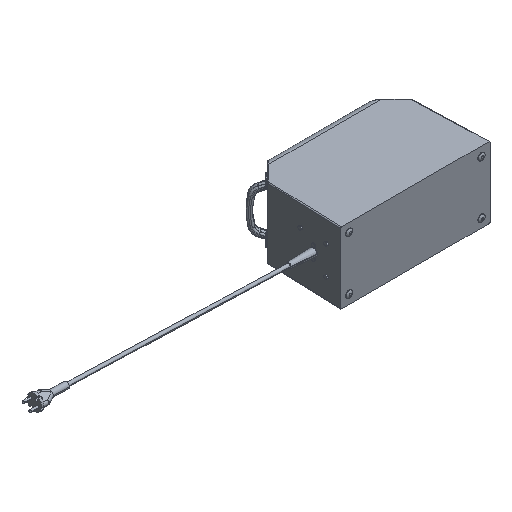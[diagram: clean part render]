
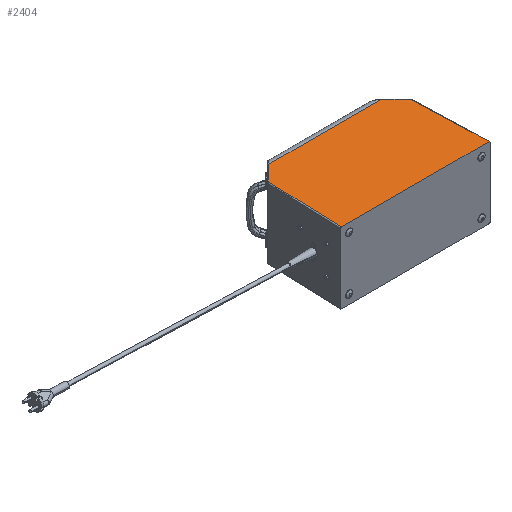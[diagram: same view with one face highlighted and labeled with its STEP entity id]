
A CAD part, isometric view. The second image highlights one B-rep face of the part: STEP entity #2404.
In plain terms, the highlighted planar face has unit normal (0, 0, 1).
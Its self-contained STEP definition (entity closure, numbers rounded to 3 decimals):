
#676 = DIRECTION ( 'NONE',  ( 1., 0., 0. ) ) ;
#728 = VERTEX_POINT ( 'NONE', #26532 ) ;
#1936 = DIRECTION ( 'NONE',  ( -0.035, -0.999, 0. ) ) ;
#2404 = ADVANCED_FACE ( 'NONE', ( #21811 ), #7477, .T. ) ;
#2564 = DIRECTION ( 'NONE',  ( -0.707, -0.707, 0. ) ) ;
#6412 = VERTEX_POINT ( 'NONE', #22215 ) ;
#6842 = CARTESIAN_POINT ( 'NONE',  ( 165.529, 174.143, 82.5 ) ) ;
#7477 = PLANE ( 'NONE',  #17790 ) ;
#8514 = VERTEX_POINT ( 'NONE', #30972 ) ;
#8625 = VECTOR ( 'NONE', #31356, 1000. ) ;
#9297 = LINE ( 'NONE', #29052, #43468 ) ;
#9453 = VERTEX_POINT ( 'NONE', #6842 ) ;
#10703 = VECTOR ( 'NONE', #31573, 1000. ) ;
#10763 = LINE ( 'NONE', #27907, #8625 ) ;
#10965 = DIRECTION ( 'NONE',  ( 1., 0., 0. ) ) ;
#12033 = DIRECTION ( 'NONE',  ( 0.035, -0.999, 0. ) ) ;
#14534 = CARTESIAN_POINT ( 'NONE',  ( 165.529, 174.143, 82.5 ) ) ;
#15307 = EDGE_CURVE ( 'NONE', #8514, #42808, #41527, .T. ) ;
#15442 = CARTESIAN_POINT ( 'NONE',  ( -165.529, 174.143, 82.5 ) ) ;
#17122 = ORIENTED_EDGE ( 'NONE', *, *, #24530, .T. ) ;
#17790 = AXIS2_PLACEMENT_3D ( 'NONE', #21019, #27743, #676 ) ;
#18602 = ORIENTED_EDGE ( 'NONE', *, *, #31319, .F. ) ;
#18615 = ORIENTED_EDGE ( 'NONE', *, *, #22129, .T. ) ;
#21019 = CARTESIAN_POINT ( 'NONE',  ( 0., 0., 82.5 ) ) ;
#21329 = EDGE_CURVE ( 'NONE', #728, #8514, #38527, .T. ) ;
#21811 = FACE_OUTER_BOUND ( 'NONE', #25811, .T. ) ;
#22129 = EDGE_CURVE ( 'NONE', #27275, #728, #10763, .T. ) ;
#22215 = CARTESIAN_POINT ( 'NONE',  ( 171.61, 0., 82.5 ) ) ;
#24530 = EDGE_CURVE ( 'NONE', #9453, #27275, #32066, .T. ) ;
#25463 = EDGE_CURVE ( 'NONE', #42808, #6412, #40023, .T. ) ;
#25811 = EDGE_LOOP ( 'NONE', ( #18602, #17122, #18615, #27379, #37615, #32810 ) ) ;
#26532 = CARTESIAN_POINT ( 'NONE',  ( -129.672, 210., 82.5 ) ) ;
#27275 = VERTEX_POINT ( 'NONE', #32752 ) ;
#27379 = ORIENTED_EDGE ( 'NONE', *, *, #21329, .T. ) ;
#27743 = DIRECTION ( 'NONE',  ( 0., 0., 1. ) ) ;
#27907 = CARTESIAN_POINT ( 'NONE',  ( 0., 210., 82.5 ) ) ;
#28128 = CARTESIAN_POINT ( 'NONE',  ( -171.61, 0., 82.5 ) ) ;
#29052 = CARTESIAN_POINT ( 'NONE',  ( 171.401, 5.985, 82.5 ) ) ;
#30346 = VECTOR ( 'NONE', #1936, 1000. ) ;
#30972 = CARTESIAN_POINT ( 'NONE',  ( -165.529, 174.143, 82.5 ) ) ;
#31319 = EDGE_CURVE ( 'NONE', #9453, #6412, #9297, .T. ) ;
#31356 = DIRECTION ( 'NONE',  ( -1., 0., 0. ) ) ;
#31416 = CARTESIAN_POINT ( 'NONE',  ( -173.611, 0., 82.5 ) ) ;
#31573 = DIRECTION ( 'NONE',  ( -0.707, 0.707, 0. ) ) ;
#32066 = LINE ( 'NONE', #14534, #10703 ) ;
#32563 = VECTOR ( 'NONE', #10965, 1000. ) ;
#32752 = CARTESIAN_POINT ( 'NONE',  ( 129.672, 210., 82.5 ) ) ;
#32810 = ORIENTED_EDGE ( 'NONE', *, *, #25463, .T. ) ;
#33180 = VECTOR ( 'NONE', #2564, 1000. ) ;
#37615 = ORIENTED_EDGE ( 'NONE', *, *, #15307, .T. ) ;
#38527 = LINE ( 'NONE', #43863, #33180 ) ;
#40023 = LINE ( 'NONE', #31416, #32563 ) ;
#41527 = LINE ( 'NONE', #15442, #30346 ) ;
#42808 = VERTEX_POINT ( 'NONE', #28128 ) ;
#43468 = VECTOR ( 'NONE', #12033, 1000. ) ;
#43863 = CARTESIAN_POINT ( 'NONE',  ( -129.672, 210., 82.5 ) ) ;
